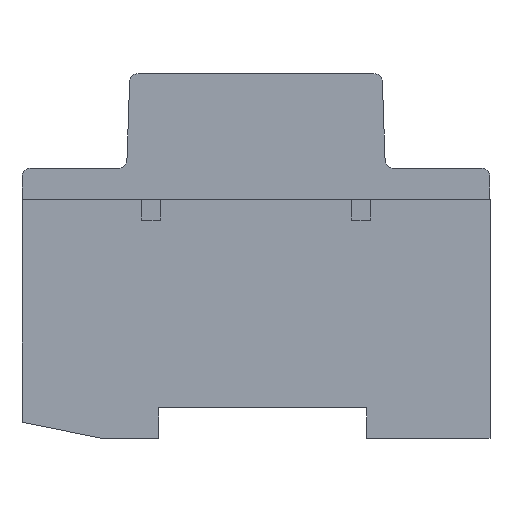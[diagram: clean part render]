
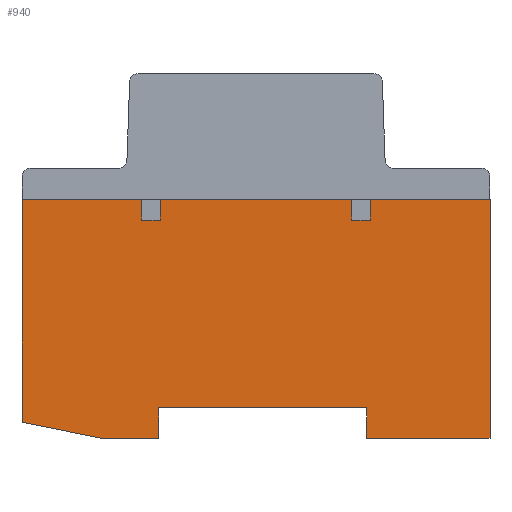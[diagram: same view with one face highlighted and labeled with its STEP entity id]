
A CAD part, left-side view. The second image highlights one B-rep face of the part: STEP entity #940.
In plain terms, the highlighted planar face has unit normal (-1, 0, 0).
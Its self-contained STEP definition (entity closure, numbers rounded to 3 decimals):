
#260=CARTESIAN_POINT('',(0.0,43.2,37.4));
#261=VERTEX_POINT('',#260);
#268=CARTESIAN_POINT('',(0.0,21.7,37.4));
#269=VERTEX_POINT('',#268);
#270=CARTESIAN_POINT('',(0.,43.2,37.4));
#271=DIRECTION('',(0.0,-1.0,0.0));
#272=VECTOR('',#271,21.5);
#273=LINE('',#270,#272);
#274=EDGE_CURVE('',#261,#269,#273,.T.);
#292=CARTESIAN_POINT('',(0.0,18.4,37.4));
#293=VERTEX_POINT('',#292);
#300=CARTESIAN_POINT('',(0.0,-16.,37.4));
#301=VERTEX_POINT('',#300);
#302=CARTESIAN_POINT('',(0.,18.4,37.4));
#303=DIRECTION('',(0.0,-1.0,0.0));
#304=VECTOR('',#303,34.4);
#305=LINE('',#302,#304);
#306=EDGE_CURVE('',#293,#301,#305,.T.);
#324=CARTESIAN_POINT('',(0.0,-19.3,37.4));
#325=VERTEX_POINT('',#324);
#332=CARTESIAN_POINT('',(0.0,-40.8,37.4));
#333=VERTEX_POINT('',#332);
#334=CARTESIAN_POINT('',(0.,-19.3,37.4));
#335=DIRECTION('',(0.0,-1.0,0.0));
#336=VECTOR('',#335,21.5);
#337=LINE('',#334,#336);
#338=EDGE_CURVE('',#325,#333,#337,.T.);
#499=CARTESIAN_POINT('',(0.0,-16.,33.7));
#500=VERTEX_POINT('',#499);
#501=CARTESIAN_POINT('',(0.,-16.,33.7));
#502=DIRECTION('',(0.0,0.0,1.0));
#503=VECTOR('',#502,3.7);
#504=LINE('',#501,#503);
#505=EDGE_CURVE('',#500,#301,#504,.T.);
#530=CARTESIAN_POINT('',(0.0,-19.3,33.7));
#531=VERTEX_POINT('',#530);
#532=CARTESIAN_POINT('',(0.0,-19.3,33.7));
#533=DIRECTION('',(0.0,1.0,0.0));
#534=VECTOR('',#533,3.3);
#535=LINE('',#532,#534);
#536=EDGE_CURVE('',#531,#500,#535,.T.);
#559=CARTESIAN_POINT('',(0.,-19.3,37.4));
#560=DIRECTION('',(0.0,0.0,-1.0));
#561=VECTOR('',#560,3.7);
#562=LINE('',#559,#561);
#563=EDGE_CURVE('',#325,#531,#562,.T.);
#595=CARTESIAN_POINT('',(0.0,21.7,33.7));
#596=VERTEX_POINT('',#595);
#597=CARTESIAN_POINT('',(0.,21.7,33.7));
#598=DIRECTION('',(0.0,0.0,1.0));
#599=VECTOR('',#598,3.7);
#600=LINE('',#597,#599);
#601=EDGE_CURVE('',#596,#269,#600,.T.);
#626=CARTESIAN_POINT('',(0.0,18.4,33.7));
#627=VERTEX_POINT('',#626);
#628=CARTESIAN_POINT('',(0.,18.4,33.7));
#629=DIRECTION('',(0.0,1.0,0.0));
#630=VECTOR('',#629,3.3);
#631=LINE('',#628,#630);
#632=EDGE_CURVE('',#627,#596,#631,.T.);
#655=CARTESIAN_POINT('',(0.,18.4,37.4));
#656=DIRECTION('',(0.0,0.0,-1.0));
#657=VECTOR('',#656,3.7);
#658=LINE('',#655,#657);
#659=EDGE_CURVE('',#293,#627,#658,.T.);
#682=CARTESIAN_POINT('',(0.0,-40.8,-5.5));
#683=VERTEX_POINT('',#682);
#684=CARTESIAN_POINT('',(0.,-40.8,37.4));
#685=DIRECTION('',(0.0,0.0,-1.0));
#686=VECTOR('',#685,42.9);
#687=LINE('',#684,#686);
#688=EDGE_CURVE('',#333,#683,#687,.T.);
#713=CARTESIAN_POINT('',(0.0,-18.7,-5.5));
#714=VERTEX_POINT('',#713);
#715=CARTESIAN_POINT('',(0.0,-40.8,-5.5));
#716=DIRECTION('',(0.0,1.0,0.0));
#717=VECTOR('',#716,22.1);
#718=LINE('',#715,#717);
#719=EDGE_CURVE('',#683,#714,#718,.T.);
#744=CARTESIAN_POINT('',(0.0,-18.7,0.0));
#745=VERTEX_POINT('',#744);
#746=CARTESIAN_POINT('',(0.,-18.7,-5.5));
#747=DIRECTION('',(0.0,0.0,1.0));
#748=VECTOR('',#747,5.5);
#749=LINE('',#746,#748);
#750=EDGE_CURVE('',#714,#745,#749,.T.);
#775=CARTESIAN_POINT('',(0.0,18.7,0.0));
#776=VERTEX_POINT('',#775);
#777=CARTESIAN_POINT('',(0.0,-18.7,0.0));
#778=DIRECTION('',(0.0,1.0,0.0));
#779=VECTOR('',#778,37.4);
#780=LINE('',#777,#779);
#781=EDGE_CURVE('',#745,#776,#780,.T.);
#806=CARTESIAN_POINT('',(0.0,18.7,-5.5));
#807=VERTEX_POINT('',#806);
#808=CARTESIAN_POINT('',(0.,18.7,0.0));
#809=DIRECTION('',(0.0,0.0,-1.0));
#810=VECTOR('',#809,5.5);
#811=LINE('',#808,#810);
#812=EDGE_CURVE('',#776,#807,#811,.T.);
#837=CARTESIAN_POINT('',(0.0,28.8,-5.5));
#838=VERTEX_POINT('',#837);
#839=CARTESIAN_POINT('',(0.0,18.7,-5.5));
#840=DIRECTION('',(0.0,1.0,0.0));
#841=VECTOR('',#840,10.1);
#842=LINE('',#839,#841);
#843=EDGE_CURVE('',#807,#838,#842,.T.);
#868=CARTESIAN_POINT('',(0.0,43.2,-2.6));
#869=VERTEX_POINT('',#868);
#870=CARTESIAN_POINT('',(0.,28.8,-5.5));
#871=DIRECTION('',(0.,0.98,0.197));
#872=VECTOR('',#871,14.689);
#873=LINE('',#870,#872);
#874=EDGE_CURVE('',#838,#869,#873,.T.);
#899=CARTESIAN_POINT('',(0.,43.2,-2.6));
#900=DIRECTION('',(0.0,0.0,1.0));
#901=VECTOR('',#900,40.);
#902=LINE('',#899,#901);
#903=EDGE_CURVE('',#869,#261,#902,.T.);
#916=CARTESIAN_POINT('',(0.0,0.723,16.229));
#917=DIRECTION('',(-1.0,0.0,0.0));
#918=DIRECTION('',(0.0,0.0,1.0));
#919=AXIS2_PLACEMENT_3D('',#916,#917,#918);
#920=PLANE('',#919);
#921=ORIENTED_EDGE('',*,*,#505,.T.);
#922=ORIENTED_EDGE('',*,*,#306,.F.);
#923=ORIENTED_EDGE('',*,*,#659,.T.);
#924=ORIENTED_EDGE('',*,*,#632,.T.);
#925=ORIENTED_EDGE('',*,*,#601,.T.);
#926=ORIENTED_EDGE('',*,*,#274,.F.);
#927=ORIENTED_EDGE('',*,*,#903,.F.);
#928=ORIENTED_EDGE('',*,*,#874,.F.);
#929=ORIENTED_EDGE('',*,*,#843,.F.);
#930=ORIENTED_EDGE('',*,*,#812,.F.);
#931=ORIENTED_EDGE('',*,*,#781,.F.);
#932=ORIENTED_EDGE('',*,*,#750,.F.);
#933=ORIENTED_EDGE('',*,*,#719,.F.);
#934=ORIENTED_EDGE('',*,*,#688,.F.);
#935=ORIENTED_EDGE('',*,*,#338,.F.);
#936=ORIENTED_EDGE('',*,*,#563,.T.);
#937=ORIENTED_EDGE('',*,*,#536,.T.);
#938=EDGE_LOOP('',(#921,#922,#923,#924,#925,#926,#927,#928,#929,#930,#931,#932,#933,#934,#935,#936,#937));
#939=FACE_OUTER_BOUND('',#938,.T.);
#940=ADVANCED_FACE('',(#939),#920,.T.);
